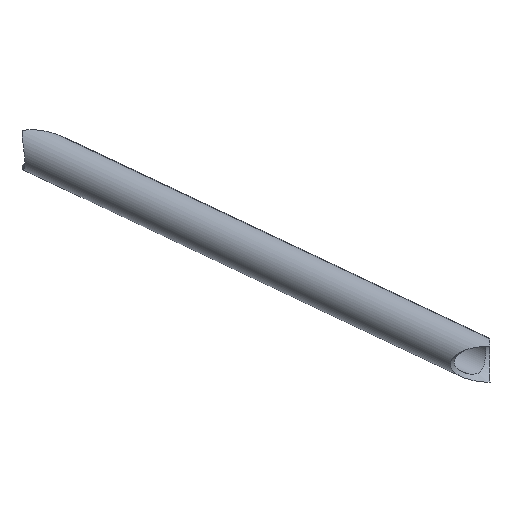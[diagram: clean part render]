
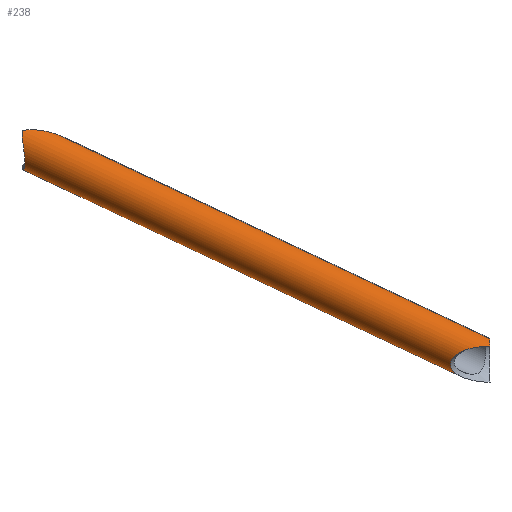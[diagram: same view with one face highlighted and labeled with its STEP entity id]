
A CAD part, left-side view. The second image highlights one B-rep face of the part: STEP entity #238.
In plain terms, the highlighted cylindrical face has radius 7.5 mm (diameter 15 mm), a partial arc.
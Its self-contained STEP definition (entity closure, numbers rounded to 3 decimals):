
#62=CARTESIAN_POINT('Vertex',(-1912.467,149.422,449.09)) ;
#110=CARTESIAN_POINT('Vertex',(-1906.096,149.294,436.837)) ;
#114=CARTESIAN_POINT('Control Point',(-1912.467,149.422,449.09)) ;
#115=CARTESIAN_POINT('Control Point',(-1912.94,149.437,448.491)) ;
#116=CARTESIAN_POINT('Control Point',(-1913.366,149.417,447.854)) ;
#117=CARTESIAN_POINT('Control Point',(-1913.742,149.37,447.188)) ;
#118=CARTESIAN_POINT('Control Point',(-1914.342,149.248,445.911)) ;
#119=CARTESIAN_POINT('Control Point',(-1914.741,149.082,444.564)) ;
#120=CARTESIAN_POINT('Control Point',(-1914.878,149.001,443.932)) ;
#121=CARTESIAN_POINT('Control Point',(-1915.026,148.853,442.782)) ;
#122=CARTESIAN_POINT('Control Point',(-1914.966,148.719,441.625)) ;
#123=CARTESIAN_POINT('Control Point',(-1914.894,148.664,441.114)) ;
#124=CARTESIAN_POINT('Control Point',(-1914.666,148.58,440.204)) ;
#125=CARTESIAN_POINT('Control Point',(-1914.256,148.532,439.359)) ;
#126=CARTESIAN_POINT('Control Point',(-1914.033,148.519,438.998)) ;
#127=CARTESIAN_POINT('Control Point',(-1913.523,148.513,438.34)) ;
#128=CARTESIAN_POINT('Control Point',(-1912.892,148.543,437.799)) ;
#129=CARTESIAN_POINT('Control Point',(-1912.557,148.567,437.565)) ;
#130=CARTESIAN_POINT('Control Point',(-1911.811,148.63,437.138)) ;
#131=CARTESIAN_POINT('Control Point',(-1911.003,148.719,436.849)) ;
#132=CARTESIAN_POINT('Control Point',(-1910.566,148.77,436.733)) ;
#133=CARTESIAN_POINT('Control Point',(-1909.413,148.912,436.516)) ;
#134=CARTESIAN_POINT('Control Point',(-1908.238,149.061,436.502)) ;
#135=CARTESIAN_POINT('Control Point',(-1907.515,149.15,436.558)) ;
#136=CARTESIAN_POINT('Control Point',(-1906.8,149.229,436.671)) ;
#137=CARTESIAN_POINT('Control Point',(-1906.096,149.294,436.837)) ;
#148=CARTESIAN_POINT('Axis2P3D Location',(-1945.556,80.,412.222)) ;
#153=CARTESIAN_POINT('Line Origine',(-1946.964,77.526,419.161)) ;
#157=CARTESIAN_POINT('Vertex',(-1912.321,138.364,447.89)) ;
#159=CARTESIAN_POINT('Vertex',(-1991.111,0.,382.551)) ;
#163=CARTESIAN_POINT('Control Point',(-1912.467,149.422,449.09)) ;
#164=CARTESIAN_POINT('Control Point',(-1912.503,147.225,449.581)) ;
#165=CARTESIAN_POINT('Control Point',(-1912.479,144.911,449.496)) ;
#166=CARTESIAN_POINT('Control Point',(-1912.486,142.696,449.157)) ;
#167=CARTESIAN_POINT('Control Point',(-1912.446,140.493,448.623)) ;
#168=CARTESIAN_POINT('Control Point',(-1912.321,138.364,447.89)) ;
#170=CARTESIAN_POINT('Line Origine',(-1944.147,82.474,405.283)) ;
#174=CARTESIAN_POINT('Vertex',(-1987.128,6.995,369.64)) ;
#178=CARTESIAN_POINT('Control Point',(-1987.128,6.995,369.64)) ;
#179=CARTESIAN_POINT('Control Point',(-1987.328,7.787,369.882)) ;
#180=CARTESIAN_POINT('Control Point',(-1987.564,8.558,370.167)) ;
#181=CARTESIAN_POINT('Control Point',(-1987.839,9.298,370.498)) ;
#182=CARTESIAN_POINT('Control Point',(-1988.366,10.446,371.134)) ;
#183=CARTESIAN_POINT('Control Point',(-1989.026,11.393,371.93)) ;
#184=CARTESIAN_POINT('Control Point',(-1989.308,11.727,372.27)) ;
#185=CARTESIAN_POINT('Control Point',(-1989.844,12.222,372.916)) ;
#186=CARTESIAN_POINT('Control Point',(-1990.43,12.511,373.623)) ;
#187=CARTESIAN_POINT('Control Point',(-1990.692,12.592,373.939)) ;
#188=CARTESIAN_POINT('Control Point',(-1991.266,12.66,374.631)) ;
#189=CARTESIAN_POINT('Control Point',(-1991.828,12.507,375.308)) ;
#190=CARTESIAN_POINT('Control Point',(-1992.12,12.363,375.66)) ;
#191=CARTESIAN_POINT('Control Point',(-1992.396,12.17,375.994)) ;
#192=CARTESIAN_POINT('Control Point',(-1992.657,11.936,376.308)) ;
#193=CARTESIAN_POINT('Vertex',(-1992.657,11.936,376.308)) ;
#197=CARTESIAN_POINT('Control Point',(-1992.657,11.936,376.308)) ;
#198=CARTESIAN_POINT('Control Point',(-1993.055,11.577,376.789)) ;
#199=CARTESIAN_POINT('Control Point',(-1993.425,11.116,377.234)) ;
#200=CARTESIAN_POINT('Control Point',(-1993.758,10.578,377.636)) ;
#201=CARTESIAN_POINT('Control Point',(-1994.501,9.104,378.532)) ;
#202=CARTESIAN_POINT('Control Point',(-1995.037,7.389,379.179)) ;
#203=CARTESIAN_POINT('Control Point',(-1995.294,6.316,379.489)) ;
#204=CARTESIAN_POINT('Control Point',(-1995.594,4.656,379.851)) ;
#205=CARTESIAN_POINT('Control Point',(-1995.773,2.954,380.067)) ;
#206=CARTESIAN_POINT('Control Point',(-1995.82,2.383,380.123)) ;
#207=CARTESIAN_POINT('Control Point',(-1995.87,1.533,380.184)) ;
#208=CARTESIAN_POINT('Control Point',(-1995.892,0.68,380.212)) ;
#209=CARTESIAN_POINT('Control Point',(-1995.896,0.557,380.214)) ;
#210=CARTESIAN_POINT('Control Point',(-1995.899,0.278,380.217)) ;
#211=CARTESIAN_POINT('Control Point',(-1995.899,0.,380.217)) ;
#212=CARTESIAN_POINT('Vertex',(-1995.899,0.,380.217)) ;
#216=CARTESIAN_POINT('Control Point',(-1991.111,0.,382.551)) ;
#217=CARTESIAN_POINT('Control Point',(-1991.53,0.,382.466)) ;
#218=CARTESIAN_POINT('Control Point',(-1991.946,0.,382.358)) ;
#219=CARTESIAN_POINT('Control Point',(-1992.356,0.,382.227)) ;
#220=CARTESIAN_POINT('Control Point',(-1993.217,0.,381.905)) ;
#221=CARTESIAN_POINT('Control Point',(-1994.041,0.001,381.493)) ;
#222=CARTESIAN_POINT('Control Point',(-1994.467,0.001,381.25)) ;
#223=CARTESIAN_POINT('Control Point',(-1995.026,0.,380.89)) ;
#224=CARTESIAN_POINT('Control Point',(-1995.558,0.002,380.492)) ;
#225=CARTESIAN_POINT('Control Point',(-1995.629,0.,380.437)) ;
#226=CARTESIAN_POINT('Control Point',(-1995.765,0.,380.328)) ;
#227=CARTESIAN_POINT('Control Point',(-1995.899,0.,380.217)) ;
#149=DIRECTION('Axis2P3D Direction',(-0.458,-0.804,-0.38)) ;
#150=DIRECTION('Axis2P3D XDirection',(-0.188,-0.33,0.925)) ;
#154=DIRECTION('Vector Direction',(-0.458,-0.804,-0.38)) ;
#171=DIRECTION('Vector Direction',(-0.458,-0.804,-0.38)) ;
#151=AXIS2_PLACEMENT_3D('Cylinder Axis2P3D',#148,#149,#150) ;
#230=ORIENTED_EDGE('',*,*,#161,.F.) ;
#231=ORIENTED_EDGE('',*,*,#169,.F.) ;
#232=ORIENTED_EDGE('',*,*,#138,.T.) ;
#233=ORIENTED_EDGE('',*,*,#176,.T.) ;
#234=ORIENTED_EDGE('',*,*,#195,.T.) ;
#235=ORIENTED_EDGE('',*,*,#214,.T.) ;
#236=ORIENTED_EDGE('',*,*,#228,.F.) ;
#155=VECTOR('Line Direction',#154,1.) ;
#172=VECTOR('Line Direction',#171,1.) ;
#238=ADVANCED_FACE('Corps principal',(#237),#152,.T.) ;
#113=B_SPLINE_CURVE_WITH_KNOTS('',5,(#114,#115,#116,#117,#118,#119,#120,#121,#122,#123,#124,#125,#126,#127,#128,#129,#130,#131,#132,#133,#134,#135,#136,#137),.UNSPECIFIED.,.F.,.U.,(6,3,3,3,3,3,3,6),(9.757,15.154,19.736,23.378,26.356,29.231,32.431,37.565),.UNSPECIFIED.) ;
#162=B_SPLINE_CURVE_WITH_KNOTS('',5,(#163,#164,#165,#166,#167,#168),.UNSPECIFIED.,.F.,.U.,(6,6),(6.38,22.285),.UNSPECIFIED.) ;
#177=B_SPLINE_CURVE_WITH_KNOTS('',5,(#178,#179,#180,#181,#182,#183,#184,#185,#186,#187,#188,#189,#190,#191,#192),.UNSPECIFIED.,.F.,.U.,(6,3,3,3,6),(0.,5.964,9.819,12.792,16.276),.UNSPECIFIED.) ;
#196=B_SPLINE_CURVE_WITH_KNOTS('',5,(#197,#198,#199,#200,#201,#202,#203,#204,#205,#206,#207,#208,#209,#210,#211),.UNSPECIFIED.,.F.,.U.,(6,3,3,3,6),(0.,5.338,13.419,17.459,19.412),.UNSPECIFIED.) ;
#215=B_SPLINE_CURVE_WITH_KNOTS('',5,(#216,#217,#218,#219,#220,#221,#222,#223,#224,#225,#226,#227),.UNSPECIFIED.,.F.,.U.,(6,3,3,6),(0.,3.024,6.446,7.658),.UNSPECIFIED.) ;
#152=CYLINDRICAL_SURFACE('generated cylinder',#151,7.5) ;
#138=EDGE_CURVE('',#63,#111,#113,.T.) ;
#161=EDGE_CURVE('',#158,#160,#156,.T.) ;
#169=EDGE_CURVE('',#63,#158,#162,.T.) ;
#176=EDGE_CURVE('',#111,#175,#173,.T.) ;
#195=EDGE_CURVE('',#175,#194,#177,.T.) ;
#214=EDGE_CURVE('',#194,#213,#196,.T.) ;
#228=EDGE_CURVE('',#160,#213,#215,.T.) ;
#229=EDGE_LOOP('',(#230,#231,#232,#233,#234,#235,#236)) ;
#237=FACE_OUTER_BOUND('',#229,.T.) ;
#156=LINE('Line',#153,#155) ;
#173=LINE('Line',#170,#172) ;
#63=VERTEX_POINT('',#62) ;
#111=VERTEX_POINT('',#110) ;
#158=VERTEX_POINT('',#157) ;
#160=VERTEX_POINT('',#159) ;
#175=VERTEX_POINT('',#174) ;
#194=VERTEX_POINT('',#193) ;
#213=VERTEX_POINT('',#212) ;
